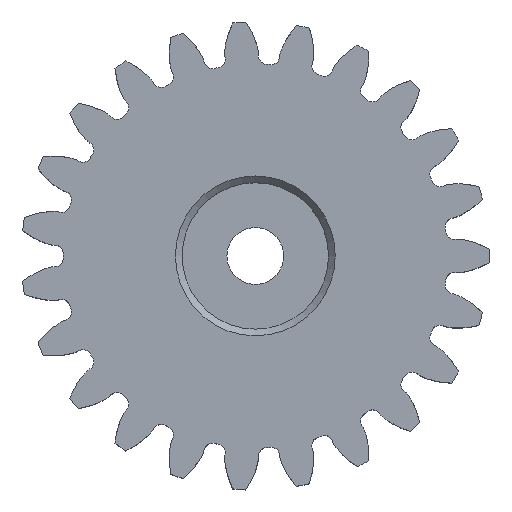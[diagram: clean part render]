
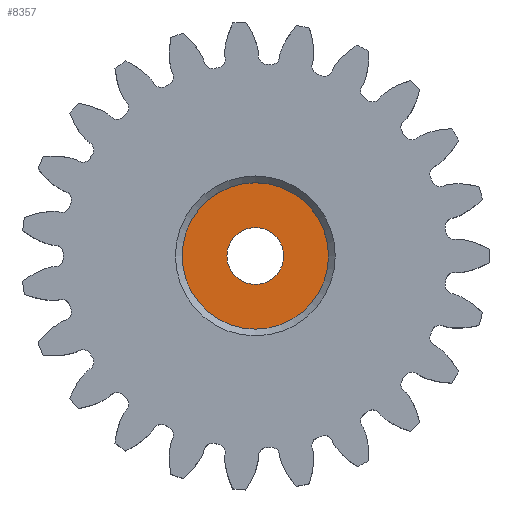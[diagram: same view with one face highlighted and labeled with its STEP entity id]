
A CAD part, top view. The second image highlights one B-rep face of the part: STEP entity #8357.
In plain terms, the highlighted planar face has unit normal (0, 0, 1).
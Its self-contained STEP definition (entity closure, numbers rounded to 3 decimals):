
#8088 = VERTEX_POINT('',#8089);
#8089 = CARTESIAN_POINT('',(10.95,0.,1.1));
#8095 = EDGE_CURVE('',#8088,#8088,#8096,.T.);
#8096 = CIRCLE('',#8097,10.95);
#8097 = AXIS2_PLACEMENT_3D('',#8098,#8099,#8100);
#8098 = CARTESIAN_POINT('',(0.,0.,1.1));
#8099 = DIRECTION('',(0.,0.,1.));
#8100 = DIRECTION('',(1.,0.,0.));
#8357 = ADVANCED_FACE('',(#8358,#8361),#8372,.T.);
#8358 = FACE_BOUND('',#8359,.T.);
#8359 = EDGE_LOOP('',(#8360));
#8360 = ORIENTED_EDGE('',*,*,#8095,.T.);
#8361 = FACE_BOUND('',#8362,.T.);
#8362 = EDGE_LOOP('',(#8363));
#8363 = ORIENTED_EDGE('',*,*,#8364,.F.);
#8364 = EDGE_CURVE('',#8365,#8365,#8367,.T.);
#8365 = VERTEX_POINT('',#8366);
#8366 = CARTESIAN_POINT('',(4.25,0.,1.1));
#8367 = CIRCLE('',#8368,4.25);
#8368 = AXIS2_PLACEMENT_3D('',#8369,#8370,#8371);
#8369 = CARTESIAN_POINT('',(0.,0.,1.1));
#8370 = DIRECTION('',(0.,0.,1.));
#8371 = DIRECTION('',(1.,0.,0.));
#8372 = PLANE('',#8373);
#8373 = AXIS2_PLACEMENT_3D('',#8374,#8375,#8376);
#8374 = CARTESIAN_POINT('',(0.,0.,1.1)
  );
#8375 = DIRECTION('',(0.,0.,1.));
#8376 = DIRECTION('',(1.,0.,0.));
